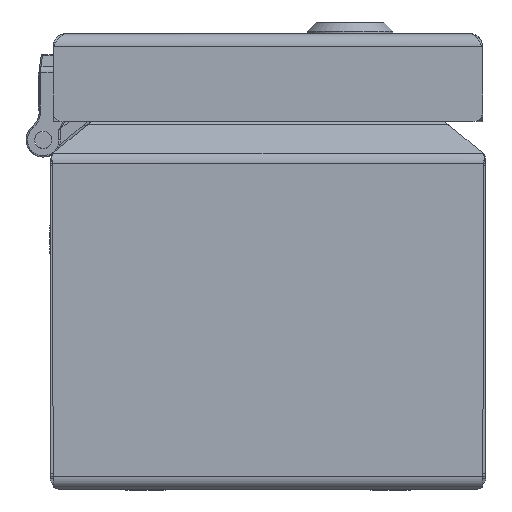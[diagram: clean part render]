
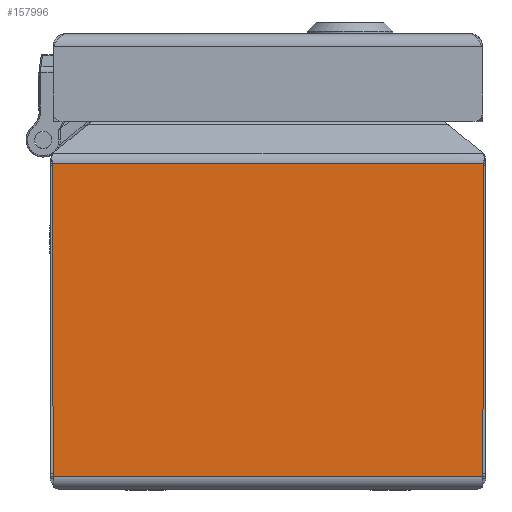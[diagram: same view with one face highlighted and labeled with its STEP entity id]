
A CAD part, front view. The second image highlights one B-rep face of the part: STEP entity #157996.
In plain terms, the highlighted planar face has unit normal (0, -1, 0).
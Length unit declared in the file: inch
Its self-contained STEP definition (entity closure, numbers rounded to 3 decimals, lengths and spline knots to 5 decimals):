
#570 = ORIENTED_EDGE ( 'NONE', *, *, #71511, .T. ) ;
#4440 = FACE_OUTER_BOUND ( 'NONE', #59975, .T. ) ;
#6986 = CARTESIAN_POINT ( 'NONE',  ( 1.97159, -3., 0.12 ) ) ;
#36646 = CARTESIAN_POINT ( 'NONE',  ( 1.97562, -3., 1.55652 ) ) ;
#37232 = CARTESIAN_POINT ( 'NONE',  ( -2., -3., 0.12 ) ) ;
#37855 = ORIENTED_EDGE ( 'NONE', *, *, #182689, .T. ) ;
#45890 = CARTESIAN_POINT ( 'NONE',  ( -2., -3., 2.99304 ) ) ;
#45966 = CARTESIAN_POINT ( 'NONE',  ( -1.97159, -3., 0.12 ) ) ;
#47257 = VECTOR ( 'NONE', #80804, 39.37008 ) ;
#47629 = DIRECTION ( 'NONE',  ( 0., 0., -1. ) ) ;
#48558 = PLANE ( 'NONE',  #108108 ) ;
#49872 = EDGE_CURVE ( 'NONE', #87552, #152343, #137189, .T. ) ;
#51504 = LINE ( 'NONE', #53339, #112625 ) ;
#53339 = CARTESIAN_POINT ( 'NONE',  ( -1.97562, -3., 1.55652 ) ) ;
#59975 = EDGE_LOOP ( 'NONE', ( #67337, #79017, #570, #37855 ) ) ;
#61753 = CARTESIAN_POINT ( 'NONE',  ( -2., -3., 0. ) ) ;
#67337 = ORIENTED_EDGE ( 'NONE', *, *, #80982, .F. ) ;
#71511 = EDGE_CURVE ( 'NONE', #87552, #130294, #174728, .T. ) ;
#75043 = DIRECTION ( 'NONE',  ( -1., 0., 0. ) ) ;
#76794 = DIRECTION ( 'NONE',  ( 0., -1., 0. ) ) ;
#79017 = ORIENTED_EDGE ( 'NONE', *, *, #49872, .F. ) ;
#79713 = DIRECTION ( 'NONE',  ( 0.003, 0., -1. ) ) ;
#80804 = DIRECTION ( 'NONE',  ( -0.003, 0., -1. ) ) ;
#80982 = EDGE_CURVE ( 'NONE', #152343, #175461, #110544, .T. ) ;
#87552 = VERTEX_POINT ( 'NONE', #125577 ) ;
#108108 = AXIS2_PLACEMENT_3D ( 'NONE', #61753, #76794, #47629 ) ;
#110544 = LINE ( 'NONE', #37232, #173568 ) ;
#112625 = VECTOR ( 'NONE', #79713, 39.37008 ) ;
#125577 = CARTESIAN_POINT ( 'NONE',  ( 1.97965, -3., 2.99304 ) ) ;
#126891 = CARTESIAN_POINT ( 'NONE',  ( -1.97965, -3., 2.99304 ) ) ;
#130294 = VERTEX_POINT ( 'NONE', #126891 ) ;
#137189 = LINE ( 'NONE', #36646, #47257 ) ;
#142792 = VECTOR ( 'NONE', #75043, 39.37008 ) ;
#152343 = VERTEX_POINT ( 'NONE', #6986 ) ;
#157996 = ADVANCED_FACE ( 'NONE', ( #4440 ), #48558, .T. ) ;
#173568 = VECTOR ( 'NONE', #182942, 39.37008 ) ;
#174728 = LINE ( 'NONE', #45890, #142792 ) ;
#175461 = VERTEX_POINT ( 'NONE', #45966 ) ;
#182689 = EDGE_CURVE ( 'NONE', #130294, #175461, #51504, .T. ) ;
#182942 = DIRECTION ( 'NONE',  ( -1., 0., 0. ) ) ;
